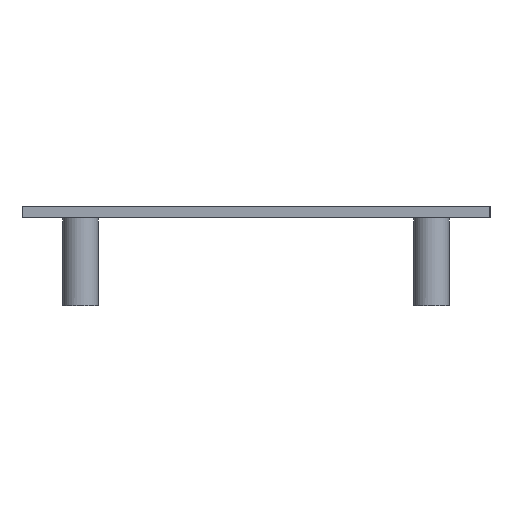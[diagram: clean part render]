
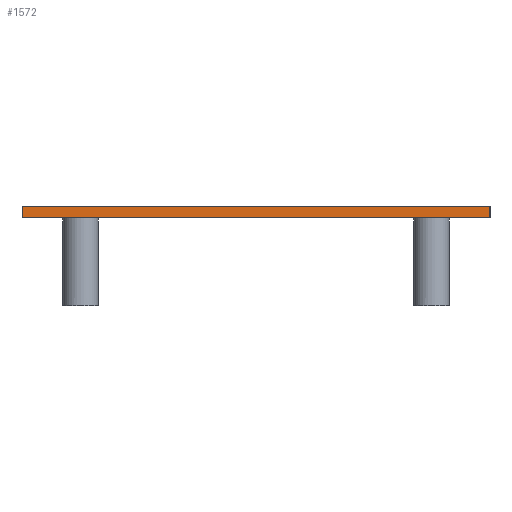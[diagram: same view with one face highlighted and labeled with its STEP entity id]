
A CAD part, left-side view. The second image highlights one B-rep face of the part: STEP entity #1572.
In plain terms, the highlighted planar face has unit normal (-1, 0, 0).
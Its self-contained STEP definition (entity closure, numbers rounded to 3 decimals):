
#97 = PLANE('',#98);
#98 = AXIS2_PLACEMENT_3D('',#99,#100,#101);
#99 = CARTESIAN_POINT('',(0.,0.,0.));
#100 = DIRECTION('',(0.,0.,1.));
#101 = DIRECTION('',(1.,0.,0.));
#229 = VERTEX_POINT('',#230);
#230 = CARTESIAN_POINT('',(-50.75,-40.,0.));
#246 = PLANE('',#247);
#247 = AXIS2_PLACEMENT_3D('',#248,#249,#250);
#248 = CARTESIAN_POINT('',(-50.75,-40.,0.));
#249 = DIRECTION('',(0.,1.,0.));
#250 = DIRECTION('',(1.,0.,0.));
#287 = VERTEX_POINT('',#288);
#288 = CARTESIAN_POINT('',(-50.75,40.,0.));
#302 = PLANE('',#303);
#303 = AXIS2_PLACEMENT_3D('',#304,#305,#306);
#304 = CARTESIAN_POINT('',(50.75,40.,0.));
#305 = DIRECTION('',(0.,-1.,0.));
#306 = DIRECTION('',(-1.,0.,0.));
#314 = EDGE_CURVE('',#287,#229,#315,.T.);
#315 = SURFACE_CURVE('',#316,(#320,#327),.PCURVE_S1.);
#316 = LINE('',#317,#318);
#317 = CARTESIAN_POINT('',(-50.75,40.,0.));
#318 = VECTOR('',#319,1.);
#319 = DIRECTION('',(0.,-1.,0.));
#320 = PCURVE('',#97,#321);
#321 = DEFINITIONAL_REPRESENTATION('',(#322),#326);
#322 = LINE('',#323,#324);
#323 = CARTESIAN_POINT('',(-50.75,40.));
#324 = VECTOR('',#325,1.);
#325 = DIRECTION('',(0.,-1.));
#326 = ( GEOMETRIC_REPRESENTATION_CONTEXT(2) 
PARAMETRIC_REPRESENTATION_CONTEXT() REPRESENTATION_CONTEXT('2D SPACE',''
  ) );
#327 = PCURVE('',#328,#333);
#328 = PLANE('',#329);
#329 = AXIS2_PLACEMENT_3D('',#330,#331,#332);
#330 = CARTESIAN_POINT('',(-50.75,40.,0.));
#331 = DIRECTION('',(1.,0.,-0.));
#332 = DIRECTION('',(0.,-1.,0.));
#333 = DEFINITIONAL_REPRESENTATION('',(#334),#338);
#334 = LINE('',#335,#336);
#335 = CARTESIAN_POINT('',(0.,0.));
#336 = VECTOR('',#337,1.);
#337 = DIRECTION('',(1.,0.));
#338 = ( GEOMETRIC_REPRESENTATION_CONTEXT(2) 
PARAMETRIC_REPRESENTATION_CONTEXT() REPRESENTATION_CONTEXT('2D SPACE',''
  ) );
#1466 = PLANE('',#1467);
#1467 = AXIS2_PLACEMENT_3D('',#1468,#1469,#1470);
#1468 = CARTESIAN_POINT('',(0.,0.,2.));
#1469 = DIRECTION('',(0.,0.,1.));
#1470 = DIRECTION('',(1.,0.,0.));
#1505 = EDGE_CURVE('',#229,#1506,#1508,.T.);
#1506 = VERTEX_POINT('',#1507);
#1507 = CARTESIAN_POINT('',(-50.75,-40.,2.));
#1508 = SURFACE_CURVE('',#1509,(#1513,#1520),.PCURVE_S1.);
#1509 = LINE('',#1510,#1511);
#1510 = CARTESIAN_POINT('',(-50.75,-40.,0.));
#1511 = VECTOR('',#1512,1.);
#1512 = DIRECTION('',(0.,0.,1.));
#1513 = PCURVE('',#246,#1514);
#1514 = DEFINITIONAL_REPRESENTATION('',(#1515),#1519);
#1515 = LINE('',#1516,#1517);
#1516 = CARTESIAN_POINT('',(0.,0.));
#1517 = VECTOR('',#1518,1.);
#1518 = DIRECTION('',(0.,-1.));
#1519 = ( GEOMETRIC_REPRESENTATION_CONTEXT(2) 
PARAMETRIC_REPRESENTATION_CONTEXT() REPRESENTATION_CONTEXT('2D SPACE',''
  ) );
#1520 = PCURVE('',#328,#1521);
#1521 = DEFINITIONAL_REPRESENTATION('',(#1522),#1526);
#1522 = LINE('',#1523,#1524);
#1523 = CARTESIAN_POINT('',(80.,0.));
#1524 = VECTOR('',#1525,1.);
#1525 = DIRECTION('',(0.,-1.));
#1526 = ( GEOMETRIC_REPRESENTATION_CONTEXT(2) 
PARAMETRIC_REPRESENTATION_CONTEXT() REPRESENTATION_CONTEXT('2D SPACE',''
  ) );
#1572 = ADVANCED_FACE('',(#1573),#328,.F.);
#1573 = FACE_BOUND('',#1574,.F.);
#1574 = EDGE_LOOP('',(#1575,#1598,#1619,#1620));
#1575 = ORIENTED_EDGE('',*,*,#1576,.T.);
#1576 = EDGE_CURVE('',#287,#1577,#1579,.T.);
#1577 = VERTEX_POINT('',#1578);
#1578 = CARTESIAN_POINT('',(-50.75,40.,2.));
#1579 = SURFACE_CURVE('',#1580,(#1584,#1591),.PCURVE_S1.);
#1580 = LINE('',#1581,#1582);
#1581 = CARTESIAN_POINT('',(-50.75,40.,0.));
#1582 = VECTOR('',#1583,1.);
#1583 = DIRECTION('',(0.,0.,1.));
#1584 = PCURVE('',#328,#1585);
#1585 = DEFINITIONAL_REPRESENTATION('',(#1586),#1590);
#1586 = LINE('',#1587,#1588);
#1587 = CARTESIAN_POINT('',(0.,0.));
#1588 = VECTOR('',#1589,1.);
#1589 = DIRECTION('',(0.,-1.));
#1590 = ( GEOMETRIC_REPRESENTATION_CONTEXT(2) 
PARAMETRIC_REPRESENTATION_CONTEXT() REPRESENTATION_CONTEXT('2D SPACE',''
  ) );
#1591 = PCURVE('',#302,#1592);
#1592 = DEFINITIONAL_REPRESENTATION('',(#1593),#1597);
#1593 = LINE('',#1594,#1595);
#1594 = CARTESIAN_POINT('',(101.5,0.));
#1595 = VECTOR('',#1596,1.);
#1596 = DIRECTION('',(0.,-1.));
#1597 = ( GEOMETRIC_REPRESENTATION_CONTEXT(2) 
PARAMETRIC_REPRESENTATION_CONTEXT() REPRESENTATION_CONTEXT('2D SPACE',''
  ) );
#1598 = ORIENTED_EDGE('',*,*,#1599,.T.);
#1599 = EDGE_CURVE('',#1577,#1506,#1600,.T.);
#1600 = SURFACE_CURVE('',#1601,(#1605,#1612),.PCURVE_S1.);
#1601 = LINE('',#1602,#1603);
#1602 = CARTESIAN_POINT('',(-50.75,40.,2.));
#1603 = VECTOR('',#1604,1.);
#1604 = DIRECTION('',(0.,-1.,0.));
#1605 = PCURVE('',#328,#1606);
#1606 = DEFINITIONAL_REPRESENTATION('',(#1607),#1611);
#1607 = LINE('',#1608,#1609);
#1608 = CARTESIAN_POINT('',(0.,-2.));
#1609 = VECTOR('',#1610,1.);
#1610 = DIRECTION('',(1.,0.));
#1611 = ( GEOMETRIC_REPRESENTATION_CONTEXT(2) 
PARAMETRIC_REPRESENTATION_CONTEXT() REPRESENTATION_CONTEXT('2D SPACE',''
  ) );
#1612 = PCURVE('',#1466,#1613);
#1613 = DEFINITIONAL_REPRESENTATION('',(#1614),#1618);
#1614 = LINE('',#1615,#1616);
#1615 = CARTESIAN_POINT('',(-50.75,40.));
#1616 = VECTOR('',#1617,1.);
#1617 = DIRECTION('',(0.,-1.));
#1618 = ( GEOMETRIC_REPRESENTATION_CONTEXT(2) 
PARAMETRIC_REPRESENTATION_CONTEXT() REPRESENTATION_CONTEXT('2D SPACE',''
  ) );
#1619 = ORIENTED_EDGE('',*,*,#1505,.F.);
#1620 = ORIENTED_EDGE('',*,*,#314,.F.);
